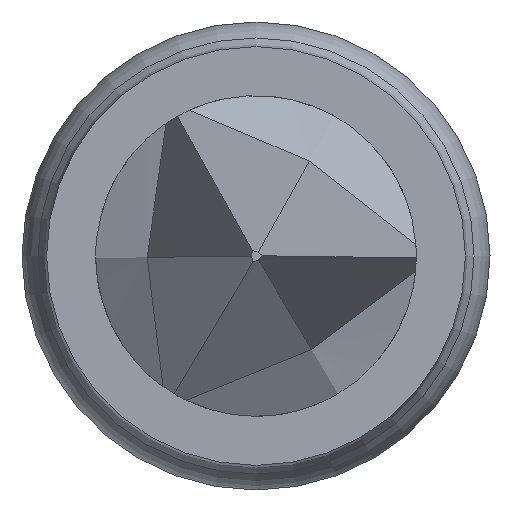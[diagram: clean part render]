
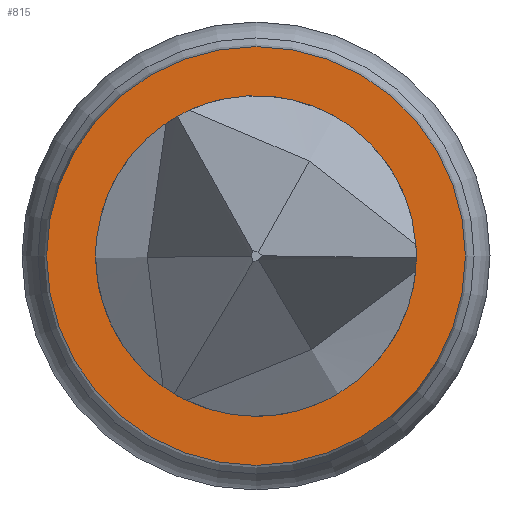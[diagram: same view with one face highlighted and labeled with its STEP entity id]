
A CAD part, left-side view. The second image highlights one B-rep face of the part: STEP entity #815.
In plain terms, the highlighted planar face has unit normal (-1, 0, 0).
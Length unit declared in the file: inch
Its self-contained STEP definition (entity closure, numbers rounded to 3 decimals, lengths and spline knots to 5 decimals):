
#117 = FACE_OUTER_BOUND ( 'NONE', #1959, .T. ) ;
#181 = DIRECTION ( 'NONE',  ( -1., 0., 0. ) ) ;
#184 = EDGE_CURVE ( 'NONE', #479, #479, #487, .T. ) ;
#275 = CARTESIAN_POINT ( 'NONE',  ( 0., 0.0129, 0. ) ) ;
#366 = DIRECTION ( 'NONE',  ( 0., -1., 0. ) ) ;
#396 = AXIS2_PLACEMENT_3D ( 'NONE', #2313, #181, #2138 ) ;
#440 = VERTEX_POINT ( 'NONE', #1106 ) ;
#465 = ORIENTED_EDGE ( 'NONE', *, *, #184, .F. ) ;
#479 = VERTEX_POINT ( 'NONE', #1935 ) ;
#487 = CIRCLE ( 'NONE', #852, 0.01055 ) ;
#548 = FACE_BOUND ( 'NONE', #2622, .T. ) ;
#815 = ADVANCED_FACE ( 'NONE', ( #548, #117 ), #2218, .T. ) ;
#852 = AXIS2_PLACEMENT_3D ( 'NONE', #2707, #1412, #366 ) ;
#964 = DIRECTION ( 'NONE',  ( 0., 0., 1. ) ) ;
#1106 = CARTESIAN_POINT ( 'NONE',  ( 0., 0., 0.01378 ) ) ;
#1412 = DIRECTION ( 'NONE',  ( -1., 0., 0. ) ) ;
#1416 = DIRECTION ( 'NONE',  ( -1., 0., 0. ) ) ;
#1804 = ORIENTED_EDGE ( 'NONE', *, *, #2486, .T. ) ;
#1935 = CARTESIAN_POINT ( 'NONE',  ( 0., -0.01055, 0. ) ) ;
#1959 = EDGE_LOOP ( 'NONE', ( #1804 ) ) ;
#2021 = AXIS2_PLACEMENT_3D ( 'NONE', #275, #1416, #964 ) ;
#2138 = DIRECTION ( 'NONE',  ( 0., 0., 1. ) ) ;
#2218 = PLANE ( 'NONE',  #2021 ) ;
#2313 = CARTESIAN_POINT ( 'NONE',  ( 0., 0., 0. ) ) ;
#2324 = CIRCLE ( 'NONE', #396, 0.01378 ) ;
#2486 = EDGE_CURVE ( 'NONE', #440, #440, #2324, .T. ) ;
#2622 = EDGE_LOOP ( 'NONE', ( #465 ) ) ;
#2707 = CARTESIAN_POINT ( 'NONE',  ( 0., 0., 0. ) ) ;
